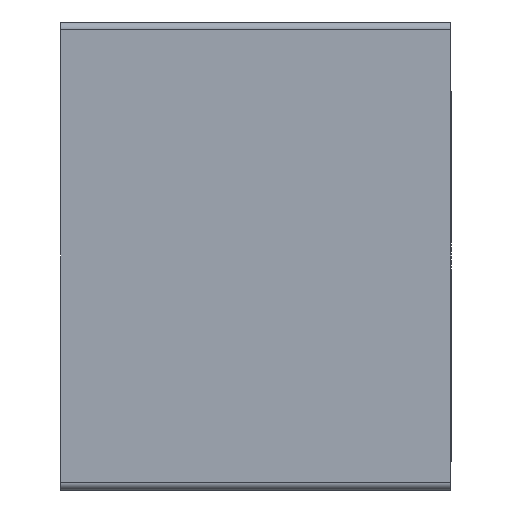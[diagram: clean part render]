
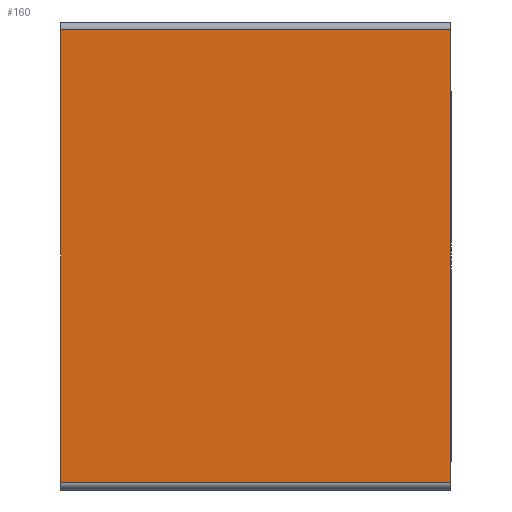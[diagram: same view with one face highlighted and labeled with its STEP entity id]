
A CAD part, left-side view. The second image highlights one B-rep face of the part: STEP entity #160.
In plain terms, the highlighted planar face has unit normal (-1, 0, 0).
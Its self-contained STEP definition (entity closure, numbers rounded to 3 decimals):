
#26 = LINE ( 'NONE', #767, #436 ) ;
#74 = EDGE_CURVE ( 'NONE', #765, #769, #141, .T. ) ;
#89 = DIRECTION ( 'NONE',  ( 0., -1., 0. ) ) ;
#107 = EDGE_CURVE ( 'NONE', #765, #832, #395, .T. ) ;
#141 = LINE ( 'NONE', #739, #305 ) ;
#148 = CARTESIAN_POINT ( 'NONE',  ( -80., 0., 0.5 ) ) ;
#158 = CARTESIAN_POINT ( 'NONE',  ( -80., 25., 29.5 ) ) ;
#160 = ADVANCED_FACE ( 'NONE', ( #677 ), #907, .T. ) ;
#236 = CARTESIAN_POINT ( 'NONE',  ( -80., 0., 30. ) ) ;
#290 = DIRECTION ( 'NONE',  ( 0., 0., -1. ) ) ;
#294 = ORIENTED_EDGE ( 'NONE', *, *, #301, .T. ) ;
#301 = EDGE_CURVE ( 'NONE', #832, #542, #26, .T. ) ;
#305 = VECTOR ( 'NONE', #290, 1000. ) ;
#310 = CARTESIAN_POINT ( 'NONE',  ( -80., 25., 29.5 ) ) ;
#378 = ORIENTED_EDGE ( 'NONE', *, *, #74, .F. ) ;
#395 = LINE ( 'NONE', #310, #917 ) ;
#413 = ORIENTED_EDGE ( 'NONE', *, *, #879, .T. ) ;
#427 = CARTESIAN_POINT ( 'NONE',  ( -80., 0., 0.5 ) ) ;
#436 = VECTOR ( 'NONE', #552, 1000. ) ;
#448 = DIRECTION ( 'NONE',  ( 0., -1., 0. ) ) ;
#484 = ORIENTED_EDGE ( 'NONE', *, *, #107, .T. ) ;
#521 = LINE ( 'NONE', #148, #750 ) ;
#542 = VERTEX_POINT ( 'NONE', #553 ) ;
#552 = DIRECTION ( 'NONE',  ( 0., 0., -1. ) ) ;
#553 = CARTESIAN_POINT ( 'NONE',  ( -80., 25., 0.5 ) ) ;
#677 = FACE_OUTER_BOUND ( 'NONE', #838, .T. ) ;
#721 = CARTESIAN_POINT ( 'NONE',  ( -80., 0., 29.5 ) ) ;
#739 = CARTESIAN_POINT ( 'NONE',  ( -80., 0., 30. ) ) ;
#750 = VECTOR ( 'NONE', #448, 1000. ) ;
#761 = DIRECTION ( 'NONE',  ( -1., 0., 0. ) ) ;
#765 = VERTEX_POINT ( 'NONE', #721 ) ;
#767 = CARTESIAN_POINT ( 'NONE',  ( -80., 25., 30. ) ) ;
#769 = VERTEX_POINT ( 'NONE', #427 ) ;
#818 = DIRECTION ( 'NONE',  ( 0., 1., 0. ) ) ;
#832 = VERTEX_POINT ( 'NONE', #158 ) ;
#838 = EDGE_LOOP ( 'NONE', ( #294, #413, #378, #484 ) ) ;
#851 = AXIS2_PLACEMENT_3D ( 'NONE', #236, #761, #89 ) ;
#879 = EDGE_CURVE ( 'NONE', #542, #769, #521, .T. ) ;
#907 = PLANE ( 'NONE',  #851 ) ;
#917 = VECTOR ( 'NONE', #818, 1000. ) ;
